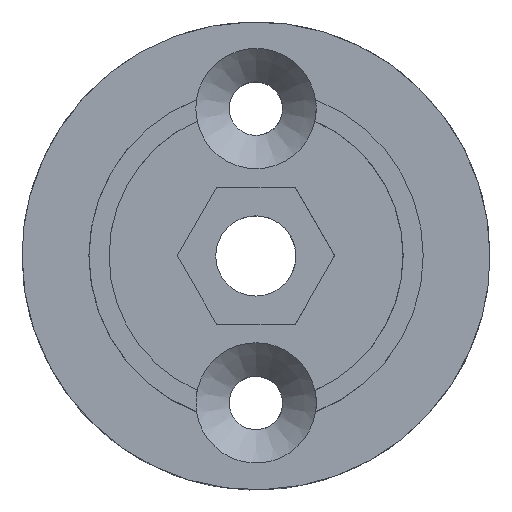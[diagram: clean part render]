
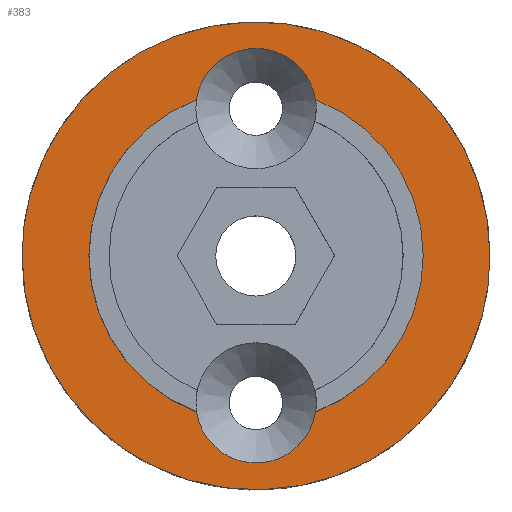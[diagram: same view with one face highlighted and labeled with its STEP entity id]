
A CAD part, top view. The second image highlights one B-rep face of the part: STEP entity #383.
In plain terms, the highlighted planar face has unit normal (0.002, 0, 1).
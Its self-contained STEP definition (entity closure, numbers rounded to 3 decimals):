
#243=CARTESIAN_POINT('',(1025.676,-512.799,3.853));
#244=VERTEX_POINT('',#243);
#266=CARTESIAN_POINT('',(1025.667,-489.436,3.853));
#267=VERTEX_POINT('',#266);
#268=CARTESIAN_POINT('',(1030.12,-501.115,3.845));
#269=DIRECTION('',(-0.002,-0.,-1.));
#270=DIRECTION('',(-0.,1.,-0.));
#271=AXIS2_PLACEMENT_3D('',#268,#269,#270);
#272=CIRCLE('',#271,12.5);
#273=EDGE_CURVE('',#244,#267,#272,.T.);
#321=CARTESIAN_POINT('',(1030.12,-501.115,3.845));
#322=DIRECTION('',(0.002,0.,1.));
#323=DIRECTION('',(-1.,-0.,0.002));
#324=AXIS2_PLACEMENT_3D('',#321,#322,#323);
#325=PLANE('',#324);
#326=CARTESIAN_POINT('',(1047.623,-501.115,3.815));
#327=VERTEX_POINT('',#326);
#328=CARTESIAN_POINT('',(1012.623,-501.115,3.876));
#329=VERTEX_POINT('',#328);
#330=CARTESIAN_POINT('',(1030.123,-501.115,3.845));
#331=DIRECTION('',(0.002,0.,1.));
#332=DIRECTION('',(1.,-0.,-0.002));
#333=AXIS2_PLACEMENT_3D('',#330,#331,#332);
#334=ELLIPSE('',#333,17.5,17.5);
#335=EDGE_CURVE('',#327,#329,#334,.T.);
#336=ORIENTED_EDGE('',*,*,#335,.T.);
#337=CARTESIAN_POINT('',(1030.123,-501.115,3.845));
#338=DIRECTION('',(0.002,0.,1.));
#339=DIRECTION('',(1.,-0.,-0.002));
#340=AXIS2_PLACEMENT_3D('',#337,#338,#339);
#341=ELLIPSE('',#340,17.5,17.5);
#342=EDGE_CURVE('',#329,#327,#341,.T.);
#343=ORIENTED_EDGE('',*,*,#342,.T.);
#344=EDGE_LOOP('',(#336,#343));
#345=FACE_BOUND('',#344,.T.);
#346=ORIENTED_EDGE('',*,*,#273,.T.);
#347=CARTESIAN_POINT('',(1030.118,-485.597,3.845));
#348=VERTEX_POINT('',#347);
#349=CARTESIAN_POINT('',(1030.118,-490.097,3.845));
#350=DIRECTION('',(-0.002,-0.,-1.));
#351=DIRECTION('',(-0.,1.,-0.));
#352=AXIS2_PLACEMENT_3D('',#349,#350,#351);
#353=CIRCLE('',#352,4.5);
#354=EDGE_CURVE('',#267,#348,#353,.T.);
#355=ORIENTED_EDGE('',*,*,#354,.T.);
#356=CARTESIAN_POINT('',(1034.569,-489.434,3.838));
#357=VERTEX_POINT('',#356);
#358=CARTESIAN_POINT('',(1030.118,-490.097,3.845));
#359=DIRECTION('',(-0.002,-0.,-1.));
#360=DIRECTION('',(-0.,1.,-0.));
#361=AXIS2_PLACEMENT_3D('',#358,#359,#360);
#362=CIRCLE('',#361,4.5);
#363=EDGE_CURVE('',#348,#357,#362,.T.);
#364=ORIENTED_EDGE('',*,*,#363,.T.);
#365=CARTESIAN_POINT('',(1034.571,-512.796,3.838));
#366=VERTEX_POINT('',#365);
#367=CARTESIAN_POINT('',(1030.12,-501.115,3.845));
#368=DIRECTION('',(-0.002,-0.,-1.));
#369=DIRECTION('',(-0.,1.,-0.));
#370=AXIS2_PLACEMENT_3D('',#367,#368,#369);
#371=CIRCLE('',#370,12.5);
#372=EDGE_CURVE('',#357,#366,#371,.T.);
#373=ORIENTED_EDGE('',*,*,#372,.T.);
#374=CARTESIAN_POINT('',(1030.124,-512.113,3.845));
#375=DIRECTION('',(-0.002,-0.,-1.));
#376=DIRECTION('',(-0.,1.,-0.));
#377=AXIS2_PLACEMENT_3D('',#374,#375,#376);
#378=CIRCLE('',#377,4.5);
#379=EDGE_CURVE('',#366,#244,#378,.T.);
#380=ORIENTED_EDGE('',*,*,#379,.T.);
#381=EDGE_LOOP('',(#346,#355,#364,#373,#380));
#382=FACE_BOUND('',#381,.T.);
#383=ADVANCED_FACE('',(#345,#382),#325,.T.);
